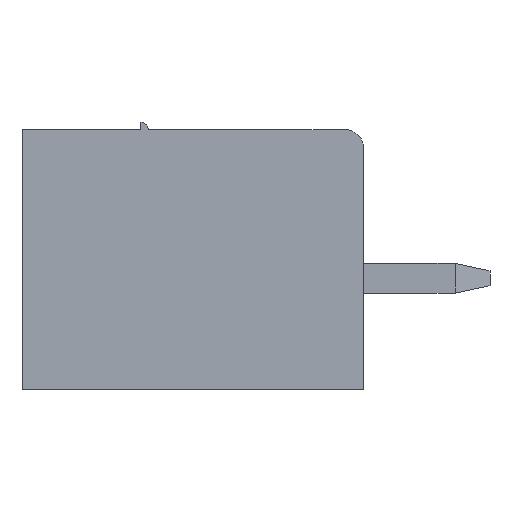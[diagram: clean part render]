
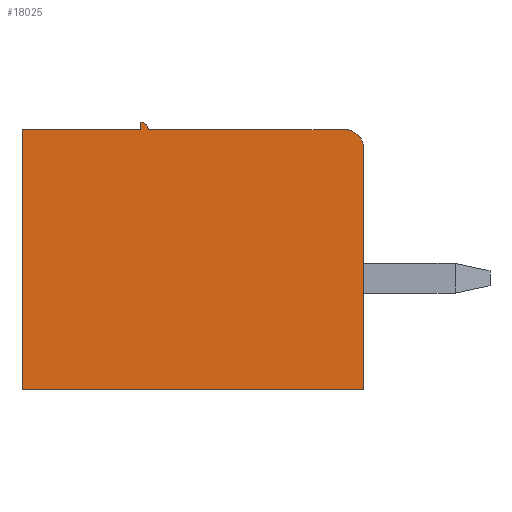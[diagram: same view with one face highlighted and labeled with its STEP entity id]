
A CAD part, left-side view. The second image highlights one B-rep face of the part: STEP entity #18025.
In plain terms, the highlighted planar face has unit normal (-1, 0, 0).
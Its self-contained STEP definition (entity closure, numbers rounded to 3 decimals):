
#113 = VECTOR ( 'NONE', #24928, 1000. ) ;
#637 = CARTESIAN_POINT ( 'NONE',  ( 0., 9.2, 0. ) ) ;
#1554 = VECTOR ( 'NONE', #25044, 1000. ) ;
#2582 = CARTESIAN_POINT ( 'NONE',  ( 0., 0.5, 6.5 ) ) ;
#3019 = ORIENTED_EDGE ( 'NONE', *, *, #11098, .F. ) ;
#3790 = DIRECTION ( 'NONE',  ( 0., -1., 0. ) ) ;
#5337 = ORIENTED_EDGE ( 'NONE', *, *, #31261, .T. ) ;
#5490 = AXIS2_PLACEMENT_3D ( 'NONE', #12097, #28017, #30618 ) ;
#5660 = LINE ( 'NONE', #18952, #1554 ) ;
#5855 = VERTEX_POINT ( 'NONE', #31288 ) ;
#8100 = LINE ( 'NONE', #19058, #14352 ) ;
#8724 = LINE ( 'NONE', #30313, #113 ) ;
#9123 = CARTESIAN_POINT ( 'NONE',  ( 0., 9.2, 0. ) ) ;
#10454 = EDGE_CURVE ( 'NONE', #11203, #5855, #33123, .T. ) ;
#10458 = VECTOR ( 'NONE', #27375, 1000. ) ;
#10982 = LINE ( 'NONE', #21648, #10458 ) ;
#11098 = EDGE_CURVE ( 'NONE', #15199, #5855, #8724, .T. ) ;
#11203 = VERTEX_POINT ( 'NONE', #14052 ) ;
#11679 = CARTESIAN_POINT ( 'NONE',  ( 0., 6., 7.2 ) ) ;
#11765 = ORIENTED_EDGE ( 'NONE', *, *, #27110, .F. ) ;
#12097 = CARTESIAN_POINT ( 'NONE',  ( 0., 6., 7. ) ) ;
#12241 = CARTESIAN_POINT ( 'NONE',  ( 0., 6., 7. ) ) ;
#12373 = ORIENTED_EDGE ( 'NONE', *, *, #18528, .T. ) ;
#13247 = DIRECTION ( 'NONE',  ( -1., 0., 0. ) ) ;
#13382 = FACE_OUTER_BOUND ( 'NONE', #32983, .T. ) ;
#14046 = AXIS2_PLACEMENT_3D ( 'NONE', #2582, #13247, #23921 ) ;
#14052 = CARTESIAN_POINT ( 'NONE',  ( 0., 0., 6.5 ) ) ;
#14352 = VECTOR ( 'NONE', #31992, 1000. ) ;
#15199 = VERTEX_POINT ( 'NONE', #27854 ) ;
#16971 = AXIS2_PLACEMENT_3D ( 'NONE', #29969, #26854, #34642 ) ;
#17116 = VERTEX_POINT ( 'NONE', #11679 ) ;
#18025 = ADVANCED_FACE ( 'NONE', ( #13382 ), #32309, .F. ) ;
#18331 = CIRCLE ( 'NONE', #5490, 0.2 ) ;
#18528 = EDGE_CURVE ( 'NONE', #23284, #30449, #33080, .T. ) ;
#18952 = CARTESIAN_POINT ( 'NONE',  ( 0., 6., 7. ) ) ;
#19058 = CARTESIAN_POINT ( 'NONE',  ( 0., 9.2, 7. ) ) ;
#19497 = ORIENTED_EDGE ( 'NONE', *, *, #26299, .T. ) ;
#19563 = CARTESIAN_POINT ( 'NONE',  ( 0., 9.2, 7. ) ) ;
#19734 = LINE ( 'NONE', #30345, #32263 ) ;
#19779 = DIRECTION ( 'NONE',  ( 0., -1., 0. ) ) ;
#21648 = CARTESIAN_POINT ( 'NONE',  ( 0., 0., 7. ) ) ;
#23284 = VERTEX_POINT ( 'NONE', #637 ) ;
#23921 = DIRECTION ( 'NONE',  ( 0., 0., -1. ) ) ;
#24928 = DIRECTION ( 'NONE',  ( 0., -1., 0. ) ) ;
#24973 = ORIENTED_EDGE ( 'NONE', *, *, #31161, .T. ) ;
#25044 = DIRECTION ( 'NONE',  ( 0., 0., -1. ) ) ;
#25509 = ORIENTED_EDGE ( 'NONE', *, *, #26554, .F. ) ;
#26299 = EDGE_CURVE ( 'NONE', #30449, #11203, #10982, .T. ) ;
#26554 = EDGE_CURVE ( 'NONE', #23284, #26985, #8100, .T. ) ;
#26854 = DIRECTION ( 'NONE',  ( 1., 0., 0. ) ) ;
#26985 = VERTEX_POINT ( 'NONE', #19563 ) ;
#27110 = EDGE_CURVE ( 'NONE', #26985, #33929, #19734, .T. ) ;
#27375 = DIRECTION ( 'NONE',  ( 0., 0., 1. ) ) ;
#27854 = CARTESIAN_POINT ( 'NONE',  ( 0., 5.8, 7. ) ) ;
#27894 = ORIENTED_EDGE ( 'NONE', *, *, #10454, .T. ) ;
#28017 = DIRECTION ( 'NONE',  ( -1., 0., 0. ) ) ;
#29969 = CARTESIAN_POINT ( 'NONE',  ( 0., 9.2, 7. ) ) ;
#30313 = CARTESIAN_POINT ( 'NONE',  ( 0., 9.2, 7. ) ) ;
#30345 = CARTESIAN_POINT ( 'NONE',  ( 0., 9.2, 7. ) ) ;
#30449 = VERTEX_POINT ( 'NONE', #34520 ) ;
#30618 = DIRECTION ( 'NONE',  ( 0., 0., 1. ) ) ;
#30981 = VECTOR ( 'NONE', #19779, 1000. ) ;
#31161 = EDGE_CURVE ( 'NONE', #17116, #33929, #5660, .T. ) ;
#31261 = EDGE_CURVE ( 'NONE', #15199, #17116, #18331, .T. ) ;
#31288 = CARTESIAN_POINT ( 'NONE',  ( 0., 0.5, 7. ) ) ;
#31992 = DIRECTION ( 'NONE',  ( 0., 0., 1. ) ) ;
#32263 = VECTOR ( 'NONE', #3790, 1000. ) ;
#32309 = PLANE ( 'NONE',  #16971 ) ;
#32983 = EDGE_LOOP ( 'NONE', ( #19497, #27894, #3019, #5337, #24973, #11765, #25509, #12373 ) ) ;
#33080 = LINE ( 'NONE', #9123, #30981 ) ;
#33123 = CIRCLE ( 'NONE', #14046, 0.5 ) ;
#33929 = VERTEX_POINT ( 'NONE', #12241 ) ;
#34520 = CARTESIAN_POINT ( 'NONE',  ( 0., 0., 0. ) ) ;
#34642 = DIRECTION ( 'NONE',  ( 0., 0., -1. ) ) ;
